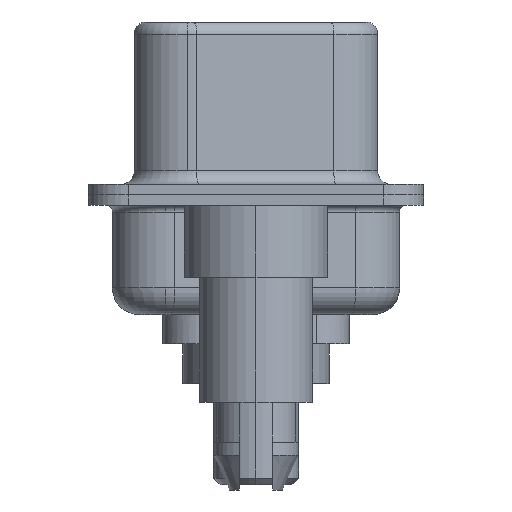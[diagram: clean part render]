
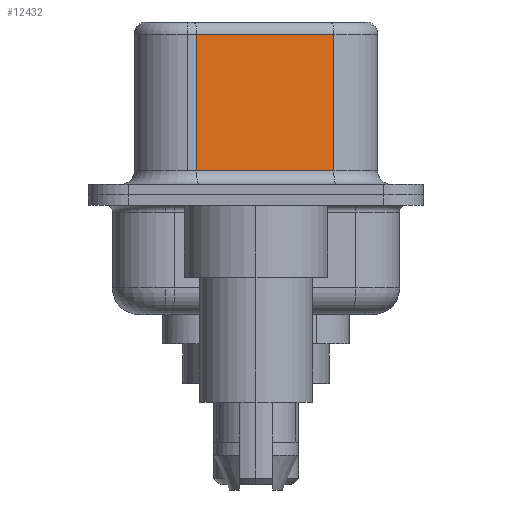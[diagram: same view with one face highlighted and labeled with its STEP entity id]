
A CAD part, left-side view. The second image highlights one B-rep face of the part: STEP entity #12432.
In plain terms, the highlighted planar face has unit normal (-0.985, -0.174, 0).
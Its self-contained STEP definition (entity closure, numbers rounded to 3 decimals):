
#405 = DIRECTION ( 'NONE',  ( 0.985, 0.174, 0. ) ) ;
#1069 = CARTESIAN_POINT ( 'NONE',  ( 4.585, -2.927, 6.02 ) ) ;
#1621 = EDGE_CURVE ( 'NONE', #1675, #14942, #11794, .T. ) ;
#1675 = VERTEX_POINT ( 'NONE', #5812 ) ;
#1677 = CARTESIAN_POINT ( 'NONE',  ( 4.585, -2.927, 0.9 ) ) ;
#2592 = CARTESIAN_POINT ( 'NONE',  ( 4.585, -2.927, 0.9 ) ) ;
#2831 = CARTESIAN_POINT ( 'NONE',  ( 3.675, 2.233, 6.52 ) ) ;
#3417 = VECTOR ( 'NONE', #8673, 1000. ) ;
#4424 = CARTESIAN_POINT ( 'NONE',  ( 3.675, 2.233, 0.9 ) ) ;
#4429 = AXIS2_PLACEMENT_3D ( 'NONE', #8525, #405, #8577 ) ;
#5812 = CARTESIAN_POINT ( 'NONE',  ( 4.585, -2.927, 6.02 ) ) ;
#6928 = ORIENTED_EDGE ( 'NONE', *, *, #1621, .F. ) ;
#7096 = DIRECTION ( 'NONE',  ( 0., 0., -1. ) ) ;
#7125 = LINE ( 'NONE', #1677, #3417 ) ;
#7448 = ORIENTED_EDGE ( 'NONE', *, *, #8614, .T. ) ;
#8525 = CARTESIAN_POINT ( 'NONE',  ( 4.585, -2.927, 6.52 ) ) ;
#8577 = DIRECTION ( 'NONE',  ( -0.174, 0.985, 0. ) ) ;
#8614 = EDGE_CURVE ( 'NONE', #9677, #14942, #7125, .T. ) ;
#8642 = VECTOR ( 'NONE', #7096, 1000. ) ;
#8673 = DIRECTION ( 'NONE',  ( 0.174, -0.985, 0. ) ) ;
#9279 = DIRECTION ( 'NONE',  ( -0.174, 0.985, 0. ) ) ;
#9677 = VERTEX_POINT ( 'NONE', #4424 ) ;
#10454 = ORIENTED_EDGE ( 'NONE', *, *, #12833, .T. ) ;
#10760 = EDGE_LOOP ( 'NONE', ( #6928, #10454, #13660, #7448 ) ) ;
#11380 = FACE_OUTER_BOUND ( 'NONE', #10760, .T. ) ;
#11794 = LINE ( 'NONE', #13458, #8642 ) ;
#11850 = VERTEX_POINT ( 'NONE', #13455 ) ;
#11897 = VECTOR ( 'NONE', #12185, 1000. ) ;
#12087 = PLANE ( 'NONE',  #4429 ) ;
#12114 = LINE ( 'NONE', #1069, #14926 ) ;
#12185 = DIRECTION ( 'NONE',  ( 0., 0., -1. ) ) ;
#12266 = LINE ( 'NONE', #2831, #11897 ) ;
#12432 = ADVANCED_FACE ( 'NONE', ( #11380 ), #12087, .F. ) ;
#12833 = EDGE_CURVE ( 'NONE', #1675, #11850, #12114, .T. ) ;
#13455 = CARTESIAN_POINT ( 'NONE',  ( 3.675, 2.233, 6.02 ) ) ;
#13458 = CARTESIAN_POINT ( 'NONE',  ( 4.585, -2.927, 6.52 ) ) ;
#13660 = ORIENTED_EDGE ( 'NONE', *, *, #14258, .T. ) ;
#14258 = EDGE_CURVE ( 'NONE', #11850, #9677, #12266, .T. ) ;
#14926 = VECTOR ( 'NONE', #9279, 1000. ) ;
#14942 = VERTEX_POINT ( 'NONE', #2592 ) ;
